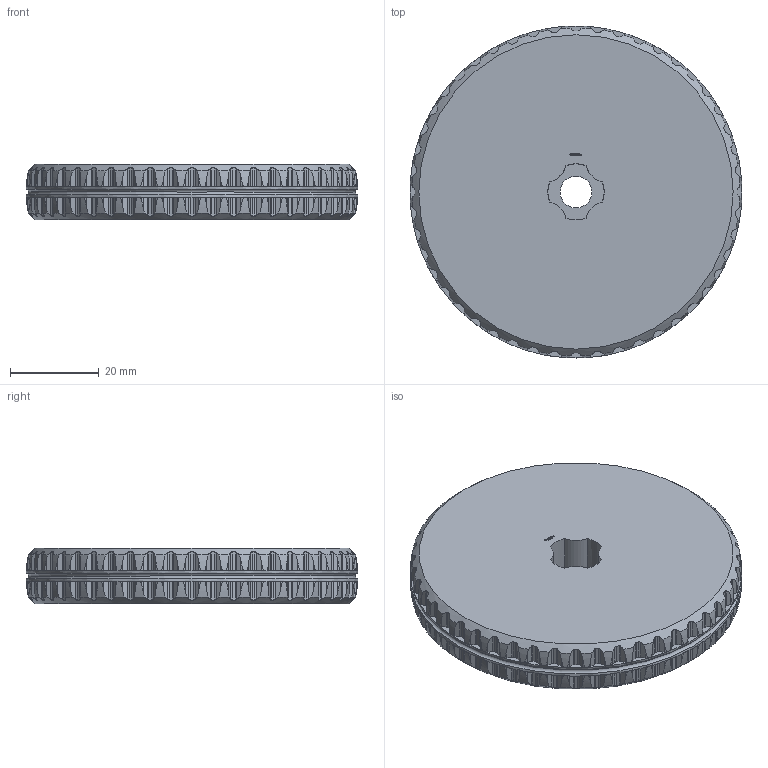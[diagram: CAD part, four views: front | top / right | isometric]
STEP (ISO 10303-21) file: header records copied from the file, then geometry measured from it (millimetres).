
FILE_DESCRIPTION(('FreeCAD Model'),'2;1');
FILE_NAME('Open CASCADE Shape Model','2025-01-01T00:18:28',(''),(''), 'Open CASCADE STEP processor 7.8','FreeCAD','Unknown');
FILE_SCHEMA(('AUTOMOTIVE_DESIGN { 1 0 10303 214 1 1 1 1 }'));
Products named in the file (1): Wheel GND TTRD PLN BU06.00x01.00 - SPN-WHL-0017 (stemfie.org)
Bounding box: 75 x 75 x 12.5 mm (x, y, z)
Volume: 51766.2 mm3; surface area: 12738.4 mm2
Topology: 1 solids, 1 shells, 1434 faces, 4140 edges, 2755 vertices
Faces by surface type: plane 621, cylinder 592, extrusion 98, revolution 96, cone 25, torus 2
Full cylindrical faces by diameter (mm): 2 x4, 7.2 x2, 75 x2
Entity records: 66215 total; most frequent: CARTESIAN_POINT 29286, ORIENTED_EDGE 8280, DIRECTION 6968, EDGE_CURVE 4140, VERTEX_POINT 2755, AXIS2_PLACEMENT_3D 2364, VECTOR 2144, LINE 2046
